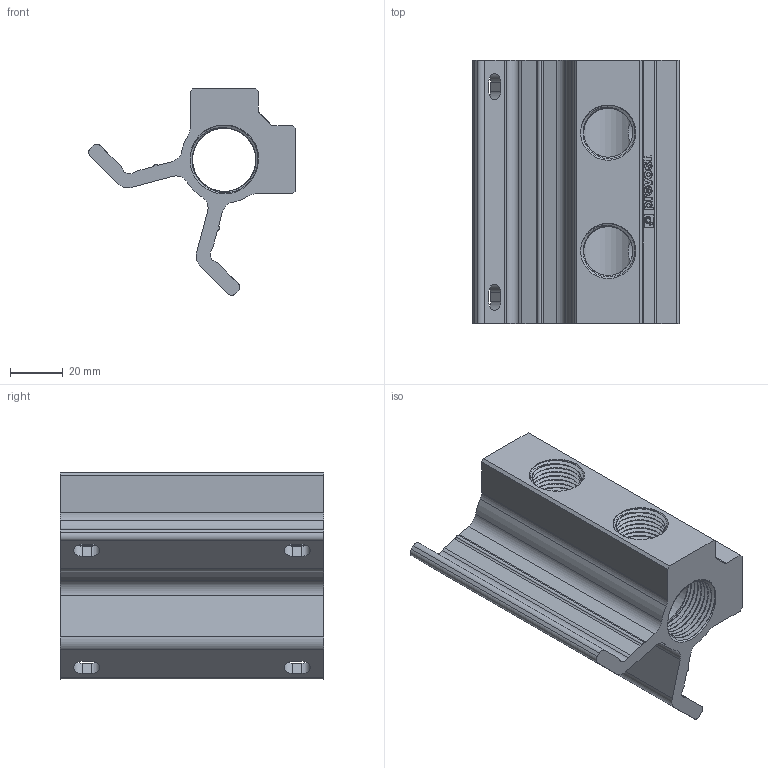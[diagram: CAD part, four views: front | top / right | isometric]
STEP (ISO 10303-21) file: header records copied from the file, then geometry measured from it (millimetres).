
FILE_DESCRIPTION(('STEP AP214'),'1');
FILE_NAME('MF 104S4.stp','2020-07-08T14:27:39',(' '),(' '),'Spatial InterOp 3D',' ',' ');
FILE_SCHEMA(('AUTOMOTIVE_DESIGN { 1 0 10303 214 1 1 1 1 }'));
Length unit declared in the file: metre
Products named in the file (1): 1594218402
Bounding box: 78.49 x 100 x 78.49 mm (x, y, z)
Volume: 126680 mm3; surface area: 47856.4 mm2
Topology: 1 solids, 1 shells, 240 faces, 680 edges, 452 vertices
Faces by surface type: plane 112, cylinder 74, bspline 43, cone 6, extrusion 5
Full cylindrical faces by diameter (mm): 18.64 x28, 24 x1
Entity records: 29047 total; most frequent: CARTESIAN_POINT 22245, ORIENTED_EDGE 1146, DIRECTION 876, EDGE_CURVE 573, VERTEX_POINT 384, VECTOR 330, LINE 325, AXIS2_PLACEMENT_3D 273
